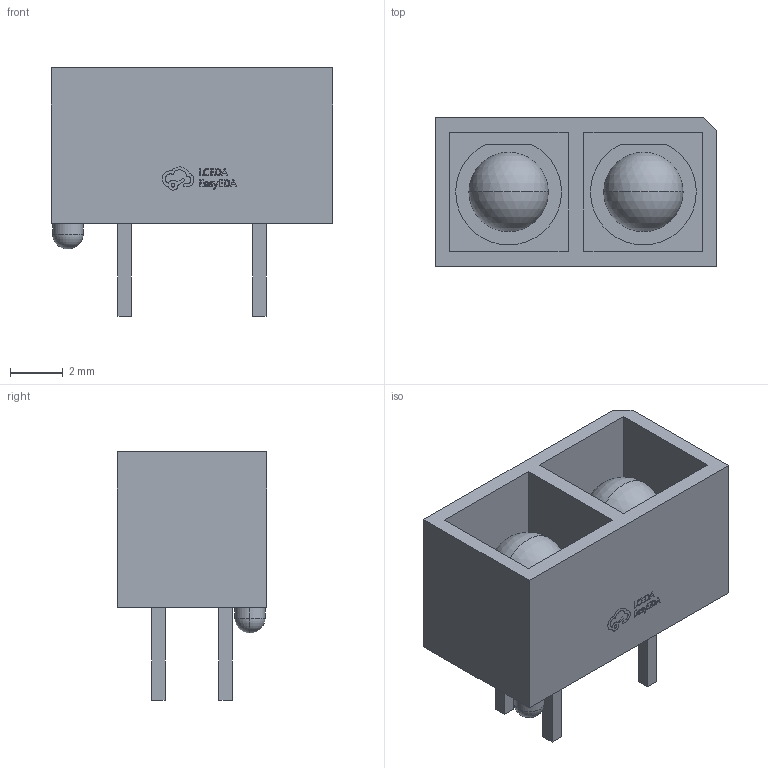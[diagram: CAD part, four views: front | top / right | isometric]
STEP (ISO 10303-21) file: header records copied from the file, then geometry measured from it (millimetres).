
FILE_DESCRIPTION (( 'STEP AP214' ), '1' );
FILE_NAME ('OPTO-TH_ZGY9908-ITR.step', '2022-07-05T14:16:25', ( '' ), ( '' ), 'SwSTEP 2.0', 'SolidWorks 2020', '' );
FILE_SCHEMA (( 'AUTOMOTIVE_DESIGN' ));
Length unit declared in the file: millimetre
Products named in the file (1): OPTO-TH_ZGY9908-ITR
Bounding box: 10.65 x 5.65 x 9.4 mm (x, y, z)
Volume: 236 mm3; surface area: 656.4 mm2
Topology: 10 solids, 10 shells, 301 faces, 784 edges, 520 vertices
Faces by surface type: plane 179, bspline 98, cylinder 18, sphere 4, torus 2
Entity records: 12960 total; most frequent: CARTESIAN_POINT 2900, ORIENTED_EDGE 1552, DIRECTION 1028, EDGE_CURVE 776, LINE 532, VECTOR 532, VERTEX_POINT 516, EDGE_LOOP 326
